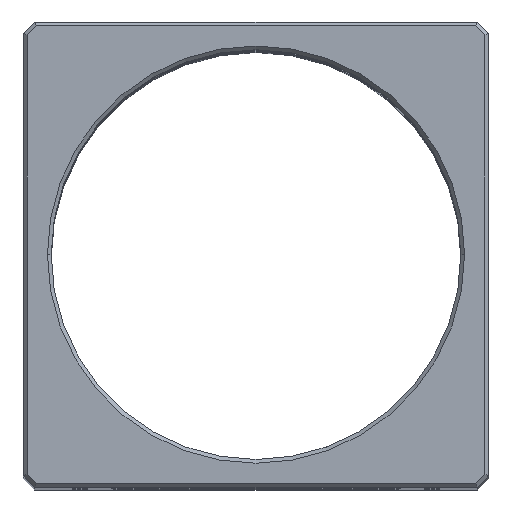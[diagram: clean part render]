
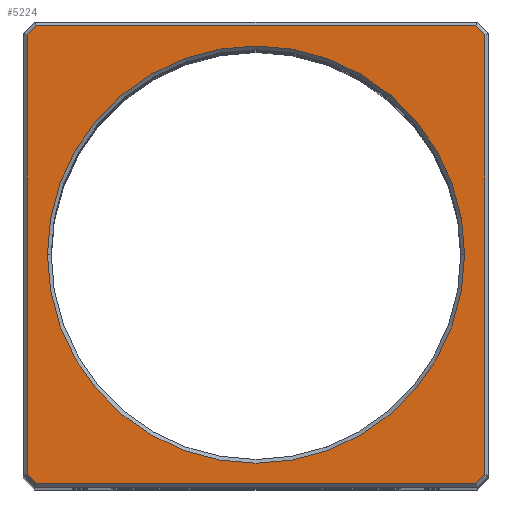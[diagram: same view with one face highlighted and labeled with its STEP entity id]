
A CAD part, top view. The second image highlights one B-rep face of the part: STEP entity #5224.
In plain terms, the highlighted planar face has unit normal (0, 0, 1).
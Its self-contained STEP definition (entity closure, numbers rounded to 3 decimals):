
#22 = VERTEX_POINT ( 'NONE', #4479 ) ;
#501 = CARTESIAN_POINT ( 'NONE',  ( 61., -58.586, 425. ) ) ;
#621 = DIRECTION ( 'NONE',  ( -1., 0., 0. ) ) ;
#720 = CARTESIAN_POINT ( 'NONE',  ( 0., 0., 425. ) ) ;
#753 = DIRECTION ( 'NONE',  ( 0.707, -0.707, 0. ) ) ;
#910 = EDGE_CURVE ( 'NONE', #5324, #8813, #10496, .T. ) ;
#927 = CARTESIAN_POINT ( 'NONE',  ( 55.6, 0., 425. ) ) ;
#953 = LINE ( 'NONE', #4560, #12299 ) ;
#1004 = LINE ( 'NONE', #4488, #6884 ) ;
#1626 = DIRECTION ( 'NONE',  ( -1., 0., 0. ) ) ;
#1691 = EDGE_CURVE ( 'NONE', #1763, #22, #6497, .T. ) ;
#1763 = VERTEX_POINT ( 'NONE', #501 ) ;
#1770 = FACE_BOUND ( 'NONE', #10202, .T. ) ;
#1877 = ORIENTED_EDGE ( 'NONE', *, *, #3126, .T. ) ;
#1900 = CARTESIAN_POINT ( 'NONE',  ( -58.586, -61., 425. ) ) ;
#2118 = EDGE_CURVE ( 'NONE', #4275, #1763, #12596, .T. ) ;
#2254 = VERTEX_POINT ( 'NONE', #6957 ) ;
#2336 = CARTESIAN_POINT ( 'NONE',  ( -61., 0., 425. ) ) ;
#2414 = DIRECTION ( 'NONE',  ( 0., 1., 0. ) ) ;
#2619 = DIRECTION ( 'NONE',  ( -1., 0., 0. ) ) ;
#2663 = ORIENTED_EDGE ( 'NONE', *, *, #910, .T. ) ;
#3126 = EDGE_CURVE ( 'NONE', #8348, #2254, #9707, .T. ) ;
#3144 = ORIENTED_EDGE ( 'NONE', *, *, #9410, .T. ) ;
#3339 = ORIENTED_EDGE ( 'NONE', *, *, #6923, .T. ) ;
#3410 = DIRECTION ( 'NONE',  ( 0., 0., -1. ) ) ;
#3534 = CARTESIAN_POINT ( 'NONE',  ( 0., 0., 425. ) ) ;
#3803 = CARTESIAN_POINT ( 'NONE',  ( 58.586, 61., 425. ) ) ;
#4245 = FACE_OUTER_BOUND ( 'NONE', #6857, .T. ) ;
#4272 = ORIENTED_EDGE ( 'NONE', *, *, #7253, .T. ) ;
#4275 = VERTEX_POINT ( 'NONE', #8705 ) ;
#4479 = CARTESIAN_POINT ( 'NONE',  ( 61., 58.586, 425. ) ) ;
#4481 = CARTESIAN_POINT ( 'NONE',  ( 0., -61., 425. ) ) ;
#4488 = CARTESIAN_POINT ( 'NONE',  ( 0., 61., 425. ) ) ;
#4560 = CARTESIAN_POINT ( 'NONE',  ( -58.293, -61.293, 425. ) ) ;
#4930 = CARTESIAN_POINT ( 'NONE',  ( 58.293, 61.293, 425. ) ) ;
#5182 = ORIENTED_EDGE ( 'NONE', *, *, #2118, .T. ) ;
#5224 = ADVANCED_FACE ( 'NONE', ( #4245, #1770 ), #11326, .F. ) ;
#5324 = VERTEX_POINT ( 'NONE', #927 ) ;
#5561 = DIRECTION ( 'NONE',  ( 0., 0., -1. ) ) ;
#5580 = ORIENTED_EDGE ( 'NONE', *, *, #6703, .T. ) ;
#5912 = LINE ( 'NONE', #4481, #10341 ) ;
#6028 = DIRECTION ( 'NONE',  ( 0.707, 0.707, 0. ) ) ;
#6230 = CARTESIAN_POINT ( 'NONE',  ( -58.586, 61., 425. ) ) ;
#6497 = LINE ( 'NONE', #7329, #11688 ) ;
#6669 = ORIENTED_EDGE ( 'NONE', *, *, #10997, .T. ) ;
#6703 = EDGE_CURVE ( 'NONE', #11789, #10756, #953, .T. ) ;
#6857 = EDGE_LOOP ( 'NONE', ( #3144, #5580, #4272, #5182, #12228, #3339, #6669, #1877 ) ) ;
#6884 = VECTOR ( 'NONE', #1626, 1000. ) ;
#6911 = DIRECTION ( 'NONE',  ( -0.707, 0.707, 0. ) ) ;
#6923 = EDGE_CURVE ( 'NONE', #22, #11086, #10041, .T. ) ;
#6957 = CARTESIAN_POINT ( 'NONE',  ( -61., 58.586, 425. ) ) ;
#7238 = EDGE_CURVE ( 'NONE', #8813, #5324, #8678, .T. ) ;
#7244 = VECTOR ( 'NONE', #9493, 1000. ) ;
#7253 = EDGE_CURVE ( 'NONE', #10756, #4275, #5912, .T. ) ;
#7329 = CARTESIAN_POINT ( 'NONE',  ( 61., 0., 425. ) ) ;
#7496 = DIRECTION ( 'NONE',  ( 0., 0., -1. ) ) ;
#7538 = CARTESIAN_POINT ( 'NONE',  ( 0., 0., 425. ) ) ;
#8119 = AXIS2_PLACEMENT_3D ( 'NONE', #720, #5561, #8615 ) ;
#8296 = DIRECTION ( 'NONE',  ( 0., -1., 0. ) ) ;
#8348 = VERTEX_POINT ( 'NONE', #6230 ) ;
#8590 = AXIS2_PLACEMENT_3D ( 'NONE', #7538, #7496, #2619 ) ;
#8615 = DIRECTION ( 'NONE',  ( -1., 0., 0. ) ) ;
#8678 = CIRCLE ( 'NONE', #11707, 55.6 ) ;
#8705 = CARTESIAN_POINT ( 'NONE',  ( 58.586, -61., 425. ) ) ;
#8738 = CARTESIAN_POINT ( 'NONE',  ( -61., -58.586, 425. ) ) ;
#8813 = VERTEX_POINT ( 'NONE', #11875 ) ;
#8866 = CARTESIAN_POINT ( 'NONE',  ( 61.293, -58.293, 425. ) ) ;
#9410 = EDGE_CURVE ( 'NONE', #2254, #11789, #11303, .T. ) ;
#9413 = DIRECTION ( 'NONE',  ( 1., 0., 0. ) ) ;
#9493 = DIRECTION ( 'NONE',  ( -0.707, -0.707, 0. ) ) ;
#9508 = ORIENTED_EDGE ( 'NONE', *, *, #7238, .T. ) ;
#9707 = LINE ( 'NONE', #11514, #7244 ) ;
#10041 = LINE ( 'NONE', #4930, #11854 ) ;
#10202 = EDGE_LOOP ( 'NONE', ( #2663, #9508 ) ) ;
#10341 = VECTOR ( 'NONE', #9413, 1000. ) ;
#10470 = VECTOR ( 'NONE', #6028, 1000. ) ;
#10496 = CIRCLE ( 'NONE', #8590, 55.6 ) ;
#10719 = VECTOR ( 'NONE', #8296, 1000. ) ;
#10756 = VERTEX_POINT ( 'NONE', #1900 ) ;
#10997 = EDGE_CURVE ( 'NONE', #11086, #8348, #1004, .T. ) ;
#11086 = VERTEX_POINT ( 'NONE', #3803 ) ;
#11303 = LINE ( 'NONE', #2336, #10719 ) ;
#11326 = PLANE ( 'NONE',  #8119 ) ;
#11514 = CARTESIAN_POINT ( 'NONE',  ( -61.293, 58.293, 425. ) ) ;
#11688 = VECTOR ( 'NONE', #2414, 1000. ) ;
#11707 = AXIS2_PLACEMENT_3D ( 'NONE', #3534, #3410, #621 ) ;
#11789 = VERTEX_POINT ( 'NONE', #8738 ) ;
#11854 = VECTOR ( 'NONE', #6911, 1000. ) ;
#11875 = CARTESIAN_POINT ( 'NONE',  ( -55.6, 0., 425. ) ) ;
#12228 = ORIENTED_EDGE ( 'NONE', *, *, #1691, .T. ) ;
#12299 = VECTOR ( 'NONE', #753, 1000. ) ;
#12596 = LINE ( 'NONE', #8866, #10470 ) ;
